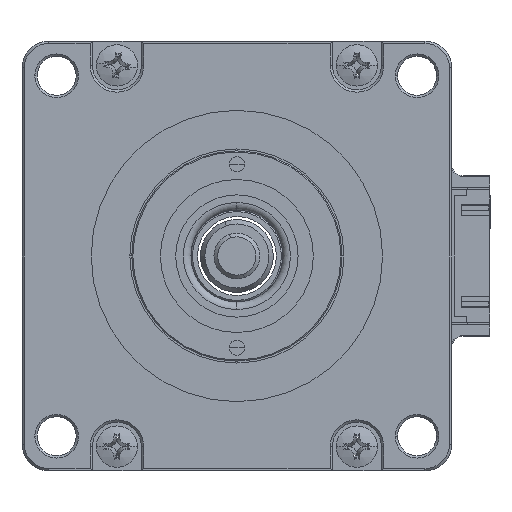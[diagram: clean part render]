
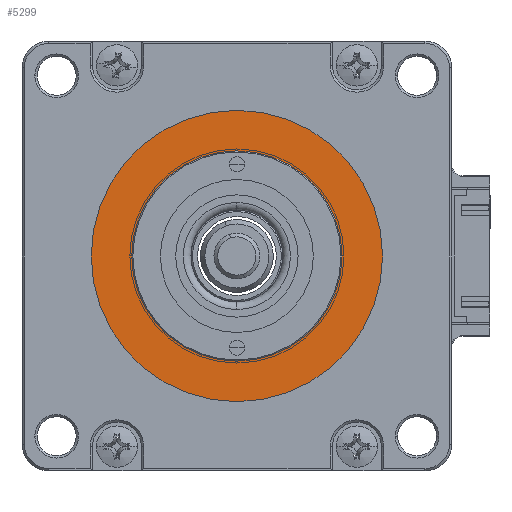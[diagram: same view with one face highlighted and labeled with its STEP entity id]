
A CAD part, left-side view. The second image highlights one B-rep face of the part: STEP entity #5299.
In plain terms, the highlighted planar face has unit normal (-1, 0, 0).
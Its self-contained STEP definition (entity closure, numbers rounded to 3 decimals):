
#11 = EDGE_CURVE ( 'NONE', #8936, #1567, #4989, .T. ) ;
#223 = PLANE ( 'NONE',  #6378 ) ;
#452 = CARTESIAN_POINT ( 'NONE',  ( -32.623, 4.472, 48.3 ) ) ;
#602 = ORIENTED_EDGE ( 'NONE', *, *, #9733, .F. ) ;
#918 = CARTESIAN_POINT ( 'NONE',  ( -32.623, -14.578, 48.3 ) ) ;
#1274 = DIRECTION ( 'NONE',  ( 0., -1., 0. ) ) ;
#1466 = EDGE_LOOP ( 'NONE', ( #3488, #602 ) ) ;
#1468 = DIRECTION ( 'NONE',  ( 0., -1., 0. ) ) ;
#1567 = VERTEX_POINT ( 'NONE', #918 ) ;
#1678 = CIRCLE ( 'NONE', #9732, 13.75 ) ;
#1763 = DIRECTION ( 'NONE',  ( -1., 0., 0. ) ) ;
#2558 = ORIENTED_EDGE ( 'NONE', *, *, #11, .T. ) ;
#2691 = CIRCLE ( 'NONE', #8245, 19.05 ) ;
#2711 = DIRECTION ( 'NONE',  ( -1., 0., 0. ) ) ;
#3216 = VERTEX_POINT ( 'NONE', #6420 ) ;
#3488 = ORIENTED_EDGE ( 'NONE', *, *, #11925, .F. ) ;
#3995 = DIRECTION ( 'NONE',  ( 0., -1., 0. ) ) ;
#4033 = DIRECTION ( 'NONE',  ( -1., 0., 0. ) ) ;
#4989 = CIRCLE ( 'NONE', #8014, 19.05 ) ;
#5299 = ADVANCED_FACE ( 'NONE', ( #11887, #9282 ), #223, .T. ) ;
#6044 = CARTESIAN_POINT ( 'NONE',  ( -32.623, 29.072, 72.9 ) ) ;
#6332 = AXIS2_PLACEMENT_3D ( 'NONE', #8470, #2711, #9462 ) ;
#6378 = AXIS2_PLACEMENT_3D ( 'NONE', #6044, #6981, #1274 ) ;
#6420 = CARTESIAN_POINT ( 'NONE',  ( -32.623, 18.222, 48.3 ) ) ;
#6786 = CARTESIAN_POINT ( 'NONE',  ( -32.623, 23.522, 48.3 ) ) ;
#6897 = CIRCLE ( 'NONE', #6332, 13.75 ) ;
#6981 = DIRECTION ( 'NONE',  ( -1., 0., 0. ) ) ;
#7159 = DIRECTION ( 'NONE',  ( -1., 0., 0. ) ) ;
#7633 = VERTEX_POINT ( 'NONE', #8397 ) ;
#8014 = AXIS2_PLACEMENT_3D ( 'NONE', #10402, #1763, #3995 ) ;
#8245 = AXIS2_PLACEMENT_3D ( 'NONE', #9858, #4033, #10854 ) ;
#8397 = CARTESIAN_POINT ( 'NONE',  ( -32.623, -9.278, 48.3 ) ) ;
#8470 = CARTESIAN_POINT ( 'NONE',  ( -32.623, 4.472, 48.3 ) ) ;
#8936 = VERTEX_POINT ( 'NONE', #6786 ) ;
#9282 = FACE_OUTER_BOUND ( 'NONE', #10423, .T. ) ;
#9462 = DIRECTION ( 'NONE',  ( 0., -1., 0. ) ) ;
#9732 = AXIS2_PLACEMENT_3D ( 'NONE', #452, #7159, #1468 ) ;
#9733 = EDGE_CURVE ( 'NONE', #7633, #3216, #1678, .T. ) ;
#9858 = CARTESIAN_POINT ( 'NONE',  ( -32.623, 4.472, 48.3 ) ) ;
#10402 = CARTESIAN_POINT ( 'NONE',  ( -32.623, 4.472, 48.3 ) ) ;
#10423 = EDGE_LOOP ( 'NONE', ( #12019, #2558 ) ) ;
#10797 = EDGE_CURVE ( 'NONE', #1567, #8936, #2691, .T. ) ;
#10854 = DIRECTION ( 'NONE',  ( 0., -1., 0. ) ) ;
#11887 = FACE_BOUND ( 'NONE', #1466, .T. ) ;
#11925 = EDGE_CURVE ( 'NONE', #3216, #7633, #6897, .T. ) ;
#12019 = ORIENTED_EDGE ( 'NONE', *, *, #10797, .T. ) ;
